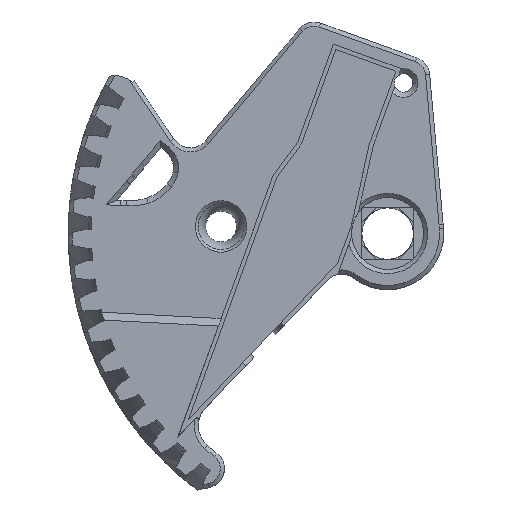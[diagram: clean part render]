
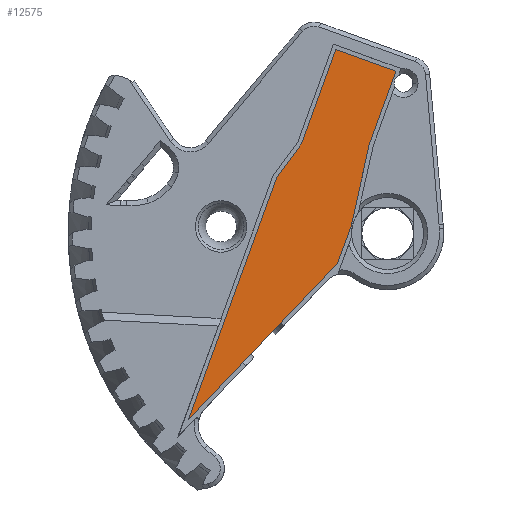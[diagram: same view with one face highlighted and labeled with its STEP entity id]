
A CAD part, top view. The second image highlights one B-rep face of the part: STEP entity #12575.
In plain terms, the highlighted planar face has unit normal (0, 0, 1).
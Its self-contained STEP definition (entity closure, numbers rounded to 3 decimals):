
#678 = CARTESIAN_POINT ( 'NONE',  ( -3.766, -0.283, 10. ) ) ;
#800 = LINE ( 'NONE', #678, #17437 ) ;
#1415 = VECTOR ( 'NONE', #17355, 1000. ) ;
#1823 = VECTOR ( 'NONE', #11743, 1000. ) ;
#1850 = LINE ( 'NONE', #3821, #1823 ) ;
#2587 = VECTOR ( 'NONE', #20959, 1000. ) ;
#2748 = VERTEX_POINT ( 'NONE', #20540 ) ;
#3269 = DIRECTION ( 'NONE',  ( 0.34, 0.94, 0. ) ) ;
#3340 = ORIENTED_EDGE ( 'NONE', *, *, #12701, .F. ) ;
#3528 = LINE ( 'NONE', #9601, #7850 ) ;
#3821 = CARTESIAN_POINT ( 'NONE',  ( -4.678, -2.394, 10. ) ) ;
#4727 = DIRECTION ( 'NONE',  ( -0.218, -0.976, 0. ) ) ;
#5386 = EDGE_CURVE ( 'NONE', #9658, #2748, #9600, .T. ) ;
#5538 = CARTESIAN_POINT ( 'NONE',  ( -19.33, -18.096, 10. ) ) ;
#5926 = FACE_OUTER_BOUND ( 'NONE', #15480, .T. ) ;
#7850 = VECTOR ( 'NONE', #3269, 1000. ) ;
#8674 = CARTESIAN_POINT ( 'NONE',  ( -8.309, 8.79, 10. ) ) ;
#8954 = ORIENTED_EDGE ( 'NONE', *, *, #25542, .F. ) ;
#9119 = LINE ( 'NONE', #10845, #2587 ) ;
#9451 = DIRECTION ( 'NONE',  ( 0.588, 0.809, 0. ) ) ;
#9484 = VECTOR ( 'NONE', #15075, 1000. ) ;
#9600 = LINE ( 'NONE', #15242, #1415 ) ;
#9601 = CARTESIAN_POINT ( 'NONE',  ( -8.146, 9.242, 10. ) ) ;
#9658 = VERTEX_POINT ( 'NONE', #5538 ) ;
#9831 = VERTEX_POINT ( 'NONE', #8674 ) ;
#10406 = PLANE ( 'NONE',  #16022 ) ;
#10845 = CARTESIAN_POINT ( 'NONE',  ( -12.443, -10.871, 10. ) ) ;
#11743 = DIRECTION ( 'NONE',  ( -0.342, -0.94, 0. ) ) ;
#11860 = ORIENTED_EDGE ( 'NONE', *, *, #16528, .F. ) ;
#11881 = DIRECTION ( 'NONE',  ( 0., 0., 1. ) ) ;
#12146 = CARTESIAN_POINT ( 'NONE',  ( 0.803, 15.765, 10. ) ) ;
#12575 = ADVANCED_FACE ( 'NONE', ( #5926 ), #10406, .T. ) ;
#12701 = EDGE_CURVE ( 'NONE', #2748, #9831, #15361, .T. ) ;
#12807 = EDGE_CURVE ( 'NONE', #15010, #24201, #21814, .T. ) ;
#13487 = CARTESIAN_POINT ( 'NONE',  ( -5.028, 17.872, 10. ) ) ;
#14765 = CARTESIAN_POINT ( 'NONE',  ( -4.875, -2.933, 10. ) ) ;
#15010 = VERTEX_POINT ( 'NONE', #12146 ) ;
#15075 = DIRECTION ( 'NONE',  ( 0.94, -0.34, 0. ) ) ;
#15242 = CARTESIAN_POINT ( 'NONE',  ( -12.742, -0.017, 10. ) ) ;
#15361 = LINE ( 'NONE', #19575, #21389 ) ;
#15480 = EDGE_LOOP ( 'NONE', ( #3340, #21760, #25104, #11860, #8954, #21654, #22995, #20916 ) ) ;
#16022 = AXIS2_PLACEMENT_3D ( 'NONE', #23842, #11881, #24341 ) ;
#16528 = EDGE_CURVE ( 'NONE', #22208, #22577, #1850, .T. ) ;
#17355 = DIRECTION ( 'NONE',  ( 0.342, 0.94, 0. ) ) ;
#17437 = VECTOR ( 'NONE', #4727, 1000. ) ;
#18122 = CARTESIAN_POINT ( 'NONE',  ( -3.543, 0.722, 10. ) ) ;
#18248 = CARTESIAN_POINT ( 'NONE',  ( -3.611, 3.549, 10. ) ) ;
#18479 = VECTOR ( 'NONE', #19839, 1000. ) ;
#18725 = EDGE_CURVE ( 'NONE', #19009, #15010, #18769, .T. ) ;
#18769 = LINE ( 'NONE', #24822, #9484 ) ;
#19009 = VERTEX_POINT ( 'NONE', #13487 ) ;
#19575 = CARTESIAN_POINT ( 'NONE',  ( -10.592, 5.652, 10. ) ) ;
#19839 = DIRECTION ( 'NONE',  ( -0.34, -0.94, 0. ) ) ;
#20123 = EDGE_CURVE ( 'NONE', #9831, #19009, #3528, .T. ) ;
#20540 = CARTESIAN_POINT ( 'NONE',  ( -10.76, 5.421, 10. ) ) ;
#20916 = ORIENTED_EDGE ( 'NONE', *, *, #20123, .F. ) ;
#20959 = DIRECTION ( 'NONE',  ( -0.69, -0.724, 0. ) ) ;
#20968 = CARTESIAN_POINT ( 'NONE',  ( -1.788, 8.593, 10. ) ) ;
#21389 = VECTOR ( 'NONE', #9451, 1000. ) ;
#21654 = ORIENTED_EDGE ( 'NONE', *, *, #12807, .F. ) ;
#21760 = ORIENTED_EDGE ( 'NONE', *, *, #5386, .F. ) ;
#21814 = LINE ( 'NONE', #18248, #18479 ) ;
#22208 = VERTEX_POINT ( 'NONE', #18122 ) ;
#22577 = VERTEX_POINT ( 'NONE', #14765 ) ;
#22995 = ORIENTED_EDGE ( 'NONE', *, *, #18725, .F. ) ;
#23043 = EDGE_CURVE ( 'NONE', #22577, #9658, #9119, .T. ) ;
#23842 = CARTESIAN_POINT ( 'NONE',  ( -9.264, -0.112, 10. ) ) ;
#24201 = VERTEX_POINT ( 'NONE', #20968 ) ;
#24341 = DIRECTION ( 'NONE',  ( 1., 0., 0. ) ) ;
#24822 = CARTESIAN_POINT ( 'NONE',  ( -1.112, 16.457, 10. ) ) ;
#25104 = ORIENTED_EDGE ( 'NONE', *, *, #23043, .F. ) ;
#25542 = EDGE_CURVE ( 'NONE', #24201, #22208, #800, .T. ) ;
